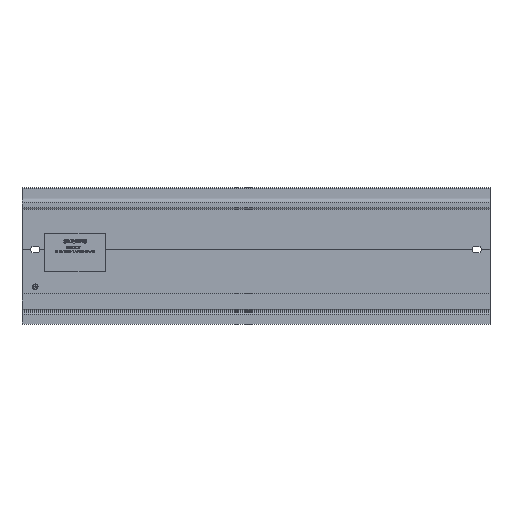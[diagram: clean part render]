
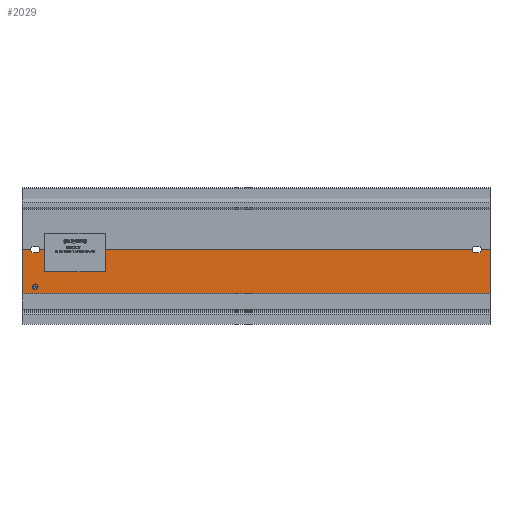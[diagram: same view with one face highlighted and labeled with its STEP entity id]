
A CAD part, top view. The second image highlights one B-rep face of the part: STEP entity #2029.
In plain terms, the highlighted planar face has unit normal (0, 0, 1).
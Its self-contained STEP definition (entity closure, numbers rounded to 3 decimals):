
#2029=ADVANCED_FACE('',(#4832,#4833),#2605,.F.);
#2605=PLANE('',#11405);
#3005=LINE('',#14794,#3898);
#3006=LINE('',#14797,#3899);
#3007=LINE('',#14801,#3900);
#3008=LINE('',#14805,#3901);
#3009=LINE('',#14807,#3902);
#3010=LINE('',#14809,#3903);
#3011=LINE('',#14811,#3904);
#3012=LINE('',#14813,#3905);
#3013=LINE('',#14817,#3906);
#3014=LINE('',#14821,#3907);
#3015=LINE('',#14823,#3908);
#3016=LINE('',#14827,#3909);
#3898=VECTOR('',#12221,1.);
#3899=VECTOR('',#12222,1.);
#3900=VECTOR('',#12225,1.);
#3901=VECTOR('',#12228,1.);
#3902=VECTOR('',#12229,1.);
#3903=VECTOR('',#12230,1.);
#3904=VECTOR('',#12231,1.);
#3905=VECTOR('',#12232,1.);
#3906=VECTOR('',#12235,1.);
#3907=VECTOR('',#12238,1.);
#3908=VECTOR('',#12239,1.);
#3909=VECTOR('',#12242,1.);
#4832=FACE_BOUND('',#4921,.T.);
#4833=FACE_BOUND('',#4922,.T.);
#4921=EDGE_LOOP('',(#5546));
#4922=EDGE_LOOP('',(#5547,#5548,#5549,#5550,#5551,#5552,#5553,#5554,#5555,
#5556,#5557,#5558,#5559,#5560,#5561,#5562,#5563,#5564));
#5546=ORIENTED_EDGE('',*,*,#9604,.T.);
#5547=ORIENTED_EDGE('',*,*,#9605,.F.);
#5548=ORIENTED_EDGE('',*,*,#9606,.T.);
#5549=ORIENTED_EDGE('',*,*,#9607,.F.);
#5550=ORIENTED_EDGE('',*,*,#9608,.F.);
#5551=ORIENTED_EDGE('',*,*,#9609,.T.);
#5552=ORIENTED_EDGE('',*,*,#9610,.T.);
#5553=ORIENTED_EDGE('',*,*,#9611,.T.);
#5554=ORIENTED_EDGE('',*,*,#9612,.F.);
#5555=ORIENTED_EDGE('',*,*,#9613,.F.);
#5556=ORIENTED_EDGE('',*,*,#9614,.T.);
#5557=ORIENTED_EDGE('',*,*,#9615,.F.);
#5558=ORIENTED_EDGE('',*,*,#9616,.T.);
#5559=ORIENTED_EDGE('',*,*,#9617,.T.);
#5560=ORIENTED_EDGE('',*,*,#9618,.T.);
#5561=ORIENTED_EDGE('',*,*,#9619,.F.);
#5562=ORIENTED_EDGE('',*,*,#9620,.F.);
#5563=ORIENTED_EDGE('',*,*,#9621,.F.);
#5564=ORIENTED_EDGE('',*,*,#9622,.F.);
#8584=VERTEX_POINT('',#14793);
#8585=VERTEX_POINT('',#14795);
#8586=VERTEX_POINT('',#14796);
#8587=VERTEX_POINT('',#14798);
#8588=VERTEX_POINT('',#14800);
#8589=VERTEX_POINT('',#14802);
#8590=VERTEX_POINT('',#14804);
#8591=VERTEX_POINT('',#14806);
#8592=VERTEX_POINT('',#14808);
#8593=VERTEX_POINT('',#14810);
#8594=VERTEX_POINT('',#14812);
#8595=VERTEX_POINT('',#14814);
#8596=VERTEX_POINT('',#14816);
#8597=VERTEX_POINT('',#14818);
#8598=VERTEX_POINT('',#14820);
#8599=VERTEX_POINT('',#14822);
#8600=VERTEX_POINT('',#14824);
#8601=VERTEX_POINT('',#14826);
#8602=VERTEX_POINT('',#14828);
#9604=EDGE_CURVE('',#8584,#8584,#11123,.T.);
#9605=EDGE_CURVE('',#8585,#8586,#3005,.T.);
#9606=EDGE_CURVE('',#8585,#8587,#3006,.T.);
#9607=EDGE_CURVE('',#8588,#8587,#11124,.T.);
#9608=EDGE_CURVE('',#8589,#8588,#3007,.T.);
#9609=EDGE_CURVE('',#8589,#8590,#11125,.T.);
#9610=EDGE_CURVE('',#8590,#8591,#3008,.T.);
#9611=EDGE_CURVE('',#8591,#8592,#3009,.T.);
#9612=EDGE_CURVE('',#8593,#8592,#3010,.T.);
#9613=EDGE_CURVE('',#8594,#8593,#3011,.T.);
#9614=EDGE_CURVE('',#8594,#8595,#3012,.T.);
#9615=EDGE_CURVE('',#8596,#8595,#11126,.T.);
#9616=EDGE_CURVE('',#8596,#8597,#3013,.T.);
#9617=EDGE_CURVE('',#8597,#8598,#11127,.T.);
#9618=EDGE_CURVE('',#8598,#8599,#3014,.T.);
#9619=EDGE_CURVE('',#8600,#8599,#3015,.T.);
#9620=EDGE_CURVE('',#8601,#8600,#11128,.T.);
#9621=EDGE_CURVE('',#8602,#8601,#3016,.T.);
#9622=EDGE_CURVE('',#8586,#8602,#11129,.T.);
#11123=CIRCLE('',#11398,3.15);
#11124=CIRCLE('',#11399,5.1);
#11125=CIRCLE('',#11400,5.1);
#11126=CIRCLE('',#11401,5.1);
#11127=CIRCLE('',#11402,5.1);
#11128=CIRCLE('',#11403,2.);
#11129=CIRCLE('',#11404,2.);
#11398=AXIS2_PLACEMENT_3D('',#14792,#12219,#12220);
#11399=AXIS2_PLACEMENT_3D('',#14799,#12223,#12224);
#11400=AXIS2_PLACEMENT_3D('',#14803,#12226,#12227);
#11401=AXIS2_PLACEMENT_3D('',#14815,#12233,#12234);
#11402=AXIS2_PLACEMENT_3D('',#14819,#12236,#12237);
#11403=AXIS2_PLACEMENT_3D('',#14825,#12240,#12241);
#11404=AXIS2_PLACEMENT_3D('',#14829,#12243,#12244);
#11405=AXIS2_PLACEMENT_3D('',#14830,#12245,#12246);
#12219=DIRECTION('',(0.,0.,-1.));
#12220=DIRECTION('',(1.,0.,0.));
#12221=DIRECTION('',(0.,-1.,0.));
#12222=DIRECTION('',(-1.,0.,0.));
#12223=DIRECTION('',(0.,0.,1.));
#12224=DIRECTION('',(0.998,0.059,0.));
#12225=DIRECTION('',(1.,0.,0.));
#12226=DIRECTION('',(0.,0.,-1.));
#12227=DIRECTION('',(-1.,0.,0.));
#12228=DIRECTION('',(-1.,0.,0.));
#12229=DIRECTION('',(0.,-1.,0.));
#12230=DIRECTION('',(-1.,0.,0.));
#12231=DIRECTION('',(0.,-1.,0.));
#12232=DIRECTION('',(-1.,0.,0.));
#12233=DIRECTION('',(0.,0.,1.));
#12234=DIRECTION('',(-1.,0.,0.));
#12235=DIRECTION('',(-1.,0.,0.));
#12236=DIRECTION('',(0.,0.,-1.));
#12237=DIRECTION('',(-0.745,0.667,0.));
#12238=DIRECTION('',(-1.,0.,0.));
#12239=DIRECTION('',(0.,1.,0.));
#12240=DIRECTION('',(0.,0.,1.));
#12241=DIRECTION('',(1.,0.,0.));
#12242=DIRECTION('',(1.,0.,0.));
#12243=DIRECTION('',(0.,0.,1.));
#12244=DIRECTION('',(0.,-1.,0.));
#12245=DIRECTION('',(0.,0.,-1.));
#12246=DIRECTION('',(-1.,0.,0.));
#14792=CARTESIAN_POINT('',(-250.002,-34.811,3.));
#14793=CARTESIAN_POINT('',(-246.852,-34.811,3.));
#14794=CARTESIAN_POINT('',(-240.,7.05,3.));
#14795=CARTESIAN_POINT('',(-240.,7.05,3.));
#14796=CARTESIAN_POINT('',(-240.,-15.649,3.));
#14797=CARTESIAN_POINT('',(265.,7.05,3.));
#14798=CARTESIAN_POINT('',(-244.909,7.05,3.));
#14799=CARTESIAN_POINT('',(-250.,7.35,3.));
#14800=CARTESIAN_POINT('',(-246.199,3.95,3.));
#14801=CARTESIAN_POINT('',(-253.801,3.95,3.));
#14802=CARTESIAN_POINT('',(-253.801,3.95,3.));
#14803=CARTESIAN_POINT('',(-250.,7.35,3.));
#14804=CARTESIAN_POINT('',(-255.091,7.05,3.));
#14805=CARTESIAN_POINT('',(265.,7.05,3.));
#14806=CARTESIAN_POINT('',(-265.,7.05,3.));
#14807=CARTESIAN_POINT('',(-265.,7.05,3.));
#14808=CARTESIAN_POINT('',(-265.,-44.039,3.));
#14809=CARTESIAN_POINT('',(265.,-44.039,3.));
#14810=CARTESIAN_POINT('',(265.,-44.039,3.));
#14811=CARTESIAN_POINT('',(265.,7.05,3.));
#14812=CARTESIAN_POINT('',(265.,7.05,3.));
#14813=CARTESIAN_POINT('',(265.,7.05,3.));
#14814=CARTESIAN_POINT('',(255.091,7.05,3.));
#14815=CARTESIAN_POINT('',(250.,7.35,3.));
#14816=CARTESIAN_POINT('',(253.801,3.95,3.));
#14817=CARTESIAN_POINT('',(253.801,3.95,3.));
#14818=CARTESIAN_POINT('',(246.199,3.95,3.));
#14819=CARTESIAN_POINT('',(250.,7.35,3.));
#14820=CARTESIAN_POINT('',(244.909,7.05,3.));
#14821=CARTESIAN_POINT('',(265.,7.05,3.));
#14822=CARTESIAN_POINT('',(-170.,7.05,3.));
#14823=CARTESIAN_POINT('',(-170.,-15.649,3.));
#14824=CARTESIAN_POINT('',(-170.,-15.649,3.));
#14825=CARTESIAN_POINT('',(-172.,-15.649,3.));
#14826=CARTESIAN_POINT('',(-172.,-17.649,3.));
#14827=CARTESIAN_POINT('',(-238.,-17.649,3.));
#14828=CARTESIAN_POINT('',(-238.,-17.649,3.));
#14829=CARTESIAN_POINT('',(-238.,-15.649,3.));
#14830=CARTESIAN_POINT('',(265.,7.05,3.));
